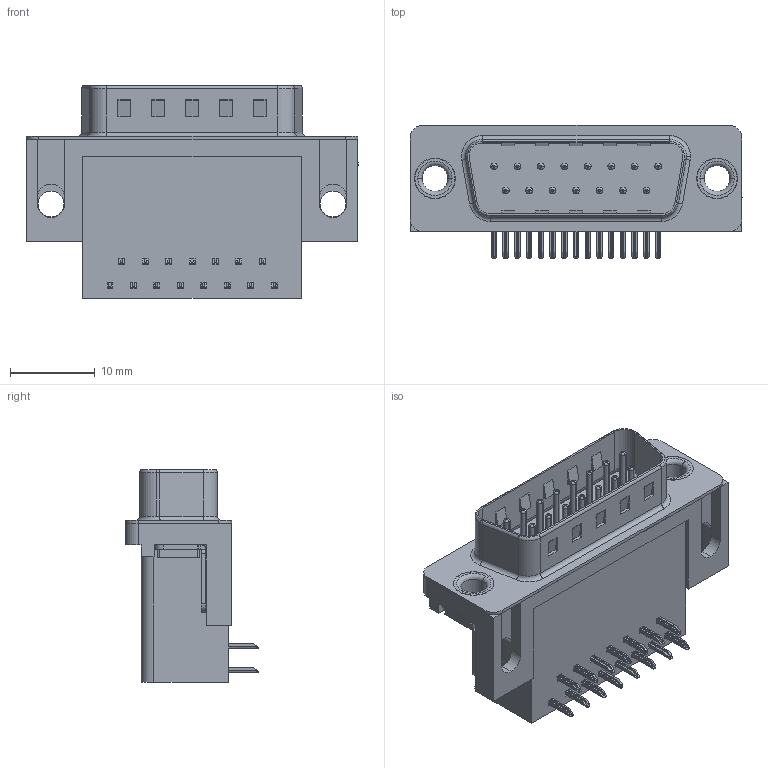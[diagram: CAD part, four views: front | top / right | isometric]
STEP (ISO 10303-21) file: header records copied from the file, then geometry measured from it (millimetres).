
FILE_DESCRIPTION (( 'STEP AP203' ), '1' );
FILE_NAME ('625-015-262-011.STEP', '2018-11-05T22:21:06', ( '' ), ( '' ), 'SwSTEP 2.0', 'SolidWorks 2016', '' );
FILE_SCHEMA (( 'CONFIG_CONTROL_DESIGN' ));
Length unit declared in the file: millimetre
Products named in the file (7): 625 Thru Hole Rivet; 625 Contact Top; 625 Housing_15 Socket; 625 Thru Hole Board Mount; 625-015-262-011; 625 Shell_15 Socket; 625 Contact Bottom
Assembly tree (21 placements, depth 2):
  625-015-262-011
    625 Housing_15 Socket
    625 Shell_15 Socket
    625 Contact Bottom  x7
    625 Contact Top  x8
    625 Thru Hole Board Mount  x2
    625 Thru Hole Rivet  x2
Bounding box: 39.22 x 15.73 x 25.16 mm (x, y, z)
Volume: 6228.1 mm3; surface area: 6388.2 mm2
Topology: 21 solids, 21 shells, 1439 faces, 3571 edges, 2211 vertices
Faces by surface type: plane 893, cylinder 429, torus 117
Entity records: 16719 total; most frequent: DIRECTION 2764, CARTESIAN_POINT 2704, ORIENTED_EDGE 2606, EDGE_CURVE 1303, AXIS2_PLACEMENT_3D 927, VECTOR 910, LINE 910, VERTEX_POINT 831
